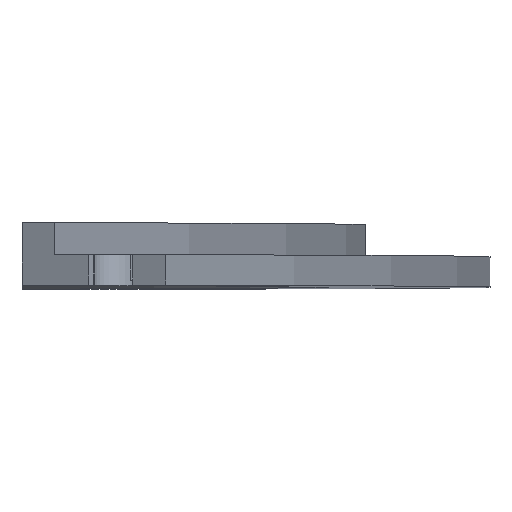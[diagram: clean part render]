
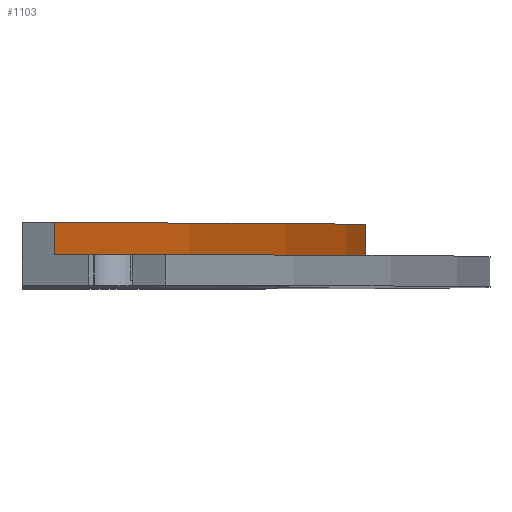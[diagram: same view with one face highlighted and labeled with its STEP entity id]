
A CAD part, top view. The second image highlights one B-rep face of the part: STEP entity #1103.
In plain terms, the highlighted cylindrical face has radius 274.8 mm (diameter 549.6 mm), a partial arc.
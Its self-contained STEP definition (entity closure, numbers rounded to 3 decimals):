
#18 = CARTESIAN_POINT ( 'NONE',  ( 0., 7.4, 0. ) ) ;
#56 = EDGE_LOOP ( 'NONE', ( #524, #1270, #1643, #1585 ) ) ;
#76 = AXIS2_PLACEMENT_3D ( 'NONE', #213, #713, #1677 ) ;
#136 = EDGE_CURVE ( 'NONE', #1589, #804, #706, .T. ) ;
#148 = DIRECTION ( 'NONE',  ( 0., 0., 1. ) ) ;
#213 = CARTESIAN_POINT ( 'NONE',  ( 0., 3.6, 0. ) ) ;
#225 = DIRECTION ( 'NONE',  ( 0., -1., 0. ) ) ;
#237 = VECTOR ( 'NONE', #225, 1000. ) ;
#286 = DIRECTION ( 'NONE',  ( 0., 0., -1. ) ) ;
#320 = AXIS2_PLACEMENT_3D ( 'NONE', #1466, #1456, #148 ) ;
#330 = CARTESIAN_POINT ( 'NONE',  ( 237.984, 7.4, 137.4 ) ) ;
#357 = VERTEX_POINT ( 'NONE', #1210 ) ;
#483 = AXIS2_PLACEMENT_3D ( 'NONE', #18, #546, #286 ) ;
#524 = ORIENTED_EDGE ( 'NONE', *, *, #826, .T. ) ;
#546 = DIRECTION ( 'NONE',  ( 0., -1., 0. ) ) ;
#581 = DIRECTION ( 'NONE',  ( 0., -1., 0. ) ) ;
#598 = CARTESIAN_POINT ( 'NONE',  ( 237.984, 7.4, 137.4 ) ) ;
#706 = LINE ( 'NONE', #598, #1279 ) ;
#713 = DIRECTION ( 'NONE',  ( 0., 1., 0. ) ) ;
#804 = VERTEX_POINT ( 'NONE', #1005 ) ;
#826 = EDGE_CURVE ( 'NONE', #804, #1298, #827, .T. ) ;
#827 = CIRCLE ( 'NONE', #76, 274.8 ) ;
#946 = CYLINDRICAL_SURFACE ( 'NONE', #483, 274.8 ) ;
#1005 = CARTESIAN_POINT ( 'NONE',  ( 237.984, 3.6, 137.4 ) ) ;
#1103 = ADVANCED_FACE ( 'NONE', ( #1208 ), #946, .T. ) ;
#1177 = CARTESIAN_POINT ( 'NONE',  ( 237.984, 7.4, -137.4 ) ) ;
#1208 = FACE_OUTER_BOUND ( 'NONE', #56, .T. ) ;
#1210 = CARTESIAN_POINT ( 'NONE',  ( 237.984, 7.4, -137.4 ) ) ;
#1270 = ORIENTED_EDGE ( 'NONE', *, *, #1385, .F. ) ;
#1279 = VECTOR ( 'NONE', #581, 1000. ) ;
#1298 = VERTEX_POINT ( 'NONE', #1528 ) ;
#1385 = EDGE_CURVE ( 'NONE', #357, #1298, #1423, .T. ) ;
#1423 = LINE ( 'NONE', #1177, #237 ) ;
#1456 = DIRECTION ( 'NONE',  ( 0., 1., 0. ) ) ;
#1466 = CARTESIAN_POINT ( 'NONE',  ( 0., 7.4, 0. ) ) ;
#1528 = CARTESIAN_POINT ( 'NONE',  ( 237.984, 3.6, -137.4 ) ) ;
#1548 = EDGE_CURVE ( 'NONE', #1589, #357, #1689, .T. ) ;
#1585 = ORIENTED_EDGE ( 'NONE', *, *, #136, .T. ) ;
#1589 = VERTEX_POINT ( 'NONE', #330 ) ;
#1643 = ORIENTED_EDGE ( 'NONE', *, *, #1548, .F. ) ;
#1677 = DIRECTION ( 'NONE',  ( 0., 0., 1. ) ) ;
#1689 = CIRCLE ( 'NONE', #320, 274.8 ) ;
